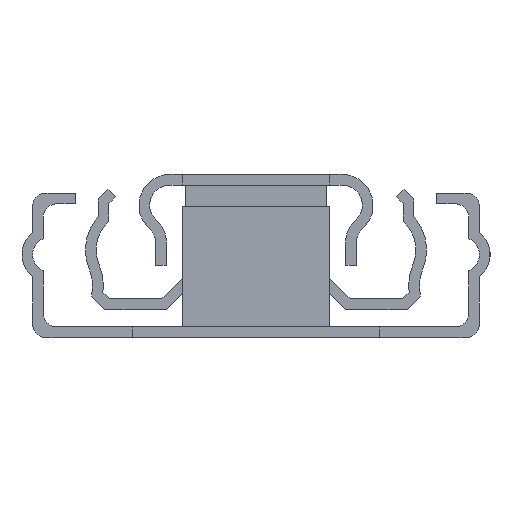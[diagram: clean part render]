
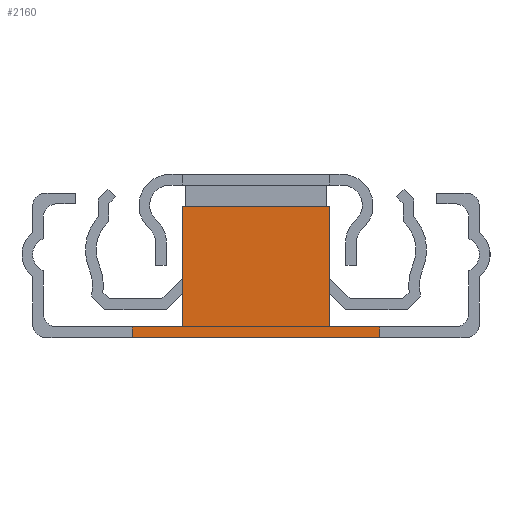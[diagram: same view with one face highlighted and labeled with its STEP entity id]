
A CAD part, left-side view. The second image highlights one B-rep face of the part: STEP entity #2160.
In plain terms, the highlighted planar face has unit normal (-1, 0, 0).
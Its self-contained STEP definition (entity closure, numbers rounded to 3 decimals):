
#186 = VERTEX_POINT ( 'NONE', #5973 ) ;
#187 = CARTESIAN_POINT ( 'NONE',  ( -440.2, -9.25, -0.8 ) ) ;
#229 = CARTESIAN_POINT ( 'NONE',  ( -440.2, 5.5, 9. ) ) ;
#270 = EDGE_CURVE ( 'NONE', #7757, #7974, #1488, .T. ) ;
#284 = CARTESIAN_POINT ( 'NONE',  ( -440.2, 9.25, 0. ) ) ;
#341 = ORIENTED_EDGE ( 'NONE', *, *, #985, .F. ) ;
#488 = DIRECTION ( 'NONE',  ( 0., 1., 0. ) ) ;
#607 = CARTESIAN_POINT ( 'NONE',  ( -440.2, 0., 9.2 ) ) ;
#768 = CARTESIAN_POINT ( 'NONE',  ( -440.2, -5.5, 9. ) ) ;
#865 = DIRECTION ( 'NONE',  ( 0., 0., -1. ) ) ;
#985 = EDGE_CURVE ( 'NONE', #7974, #1602, #7135, .T. ) ;
#1322 = PLANE ( 'NONE',  #7737 ) ;
#1366 = VERTEX_POINT ( 'NONE', #6102 ) ;
#1418 = DIRECTION ( 'NONE',  ( 0., 0., -1. ) ) ;
#1456 = VECTOR ( 'NONE', #4409, 1000. ) ;
#1488 = LINE ( 'NONE', #229, #5804 ) ;
#1602 = VERTEX_POINT ( 'NONE', #7845 ) ;
#1714 = LINE ( 'NONE', #2468, #5736 ) ;
#1830 = LINE ( 'NONE', #1949, #6249 ) ;
#1949 = CARTESIAN_POINT ( 'NONE',  ( -440.2, 0., 0. ) ) ;
#2123 = EDGE_CURVE ( 'NONE', #1366, #7269, #1830, .T. ) ;
#2160 = ADVANCED_FACE ( 'NONE', ( #3210 ), #1322, .F. ) ;
#2175 = EDGE_CURVE ( 'NONE', #7757, #1366, #8258, .T. ) ;
#2207 = ORIENTED_EDGE ( 'NONE', *, *, #2175, .T. ) ;
#2396 = VERTEX_POINT ( 'NONE', #4425 ) ;
#2468 = CARTESIAN_POINT ( 'NONE',  ( -440.2, -9.25, 9.2 ) ) ;
#2498 = CARTESIAN_POINT ( 'NONE',  ( -440.2, 5.5, 9. ) ) ;
#2582 = DIRECTION ( 'NONE',  ( 1., 0., 0. ) ) ;
#2645 = CARTESIAN_POINT ( 'NONE',  ( -440.2, 0., -0.8 ) ) ;
#2783 = DIRECTION ( 'NONE',  ( 0., -1., 0. ) ) ;
#2963 = DIRECTION ( 'NONE',  ( 0., 0., -1. ) ) ;
#3161 = ORIENTED_EDGE ( 'NONE', *, *, #7812, .T. ) ;
#3210 = FACE_OUTER_BOUND ( 'NONE', #8056, .T. ) ;
#3702 = VECTOR ( 'NONE', #5059, 1000. ) ;
#3753 = CARTESIAN_POINT ( 'NONE',  ( -440.2, 5.5, 9. ) ) ;
#3942 = EDGE_CURVE ( 'NONE', #186, #6788, #5039, .T. ) ;
#4409 = DIRECTION ( 'NONE',  ( 0., -1., 0. ) ) ;
#4425 = CARTESIAN_POINT ( 'NONE',  ( -440.2, -9.25, 0. ) ) ;
#4431 = DIRECTION ( 'NONE',  ( 0., 1., 0. ) ) ;
#4692 = VECTOR ( 'NONE', #1418, 1000. ) ;
#4851 = LINE ( 'NONE', #6743, #6208 ) ;
#4890 = EDGE_CURVE ( 'NONE', #2396, #6788, #1714, .T. ) ;
#4951 = ORIENTED_EDGE ( 'NONE', *, *, #2123, .T. ) ;
#5039 = LINE ( 'NONE', #2645, #1456 ) ;
#5059 = DIRECTION ( 'NONE',  ( 0., 0., -1. ) ) ;
#5074 = VECTOR ( 'NONE', #488, 1000. ) ;
#5094 = ORIENTED_EDGE ( 'NONE', *, *, #4890, .F. ) ;
#5150 = CARTESIAN_POINT ( 'NONE',  ( -440.2, -5.5, 9. ) ) ;
#5568 = LINE ( 'NONE', #8134, #5074 ) ;
#5736 = VECTOR ( 'NONE', #2963, 1000. ) ;
#5804 = VECTOR ( 'NONE', #2783, 1000. ) ;
#5973 = CARTESIAN_POINT ( 'NONE',  ( -440.2, 9.25, -0.8 ) ) ;
#6102 = CARTESIAN_POINT ( 'NONE',  ( -440.2, 5.5, 0. ) ) ;
#6208 = VECTOR ( 'NONE', #865, 1000. ) ;
#6249 = VECTOR ( 'NONE', #4431, 1000. ) ;
#6327 = EDGE_CURVE ( 'NONE', #7269, #186, #4851, .T. ) ;
#6356 = ORIENTED_EDGE ( 'NONE', *, *, #3942, .T. ) ;
#6439 = DIRECTION ( 'NONE',  ( 0., 0., -1. ) ) ;
#6743 = CARTESIAN_POINT ( 'NONE',  ( -440.2, 9.25, 9.2 ) ) ;
#6788 = VERTEX_POINT ( 'NONE', #187 ) ;
#6875 = ORIENTED_EDGE ( 'NONE', *, *, #270, .F. ) ;
#7135 = LINE ( 'NONE', #5150, #4692 ) ;
#7219 = ORIENTED_EDGE ( 'NONE', *, *, #6327, .T. ) ;
#7269 = VERTEX_POINT ( 'NONE', #284 ) ;
#7737 = AXIS2_PLACEMENT_3D ( 'NONE', #607, #2582, #6439 ) ;
#7757 = VERTEX_POINT ( 'NONE', #3753 ) ;
#7812 = EDGE_CURVE ( 'NONE', #2396, #1602, #5568, .T. ) ;
#7845 = CARTESIAN_POINT ( 'NONE',  ( -440.2, -5.5, 0. ) ) ;
#7974 = VERTEX_POINT ( 'NONE', #768 ) ;
#8056 = EDGE_LOOP ( 'NONE', ( #3161, #341, #6875, #2207, #4951, #7219, #6356, #5094 ) ) ;
#8134 = CARTESIAN_POINT ( 'NONE',  ( -440.2, 0., 0. ) ) ;
#8258 = LINE ( 'NONE', #2498, #3702 ) ;
